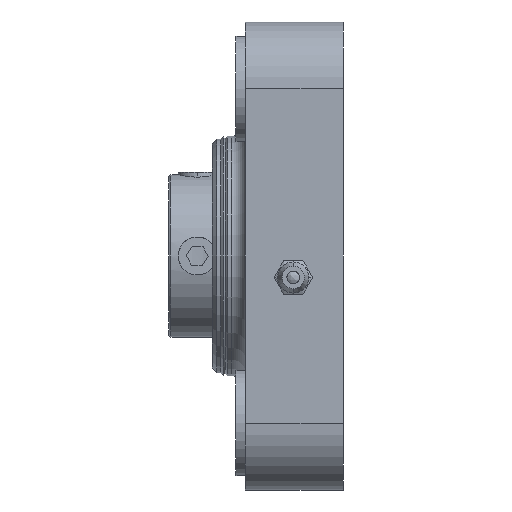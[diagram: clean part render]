
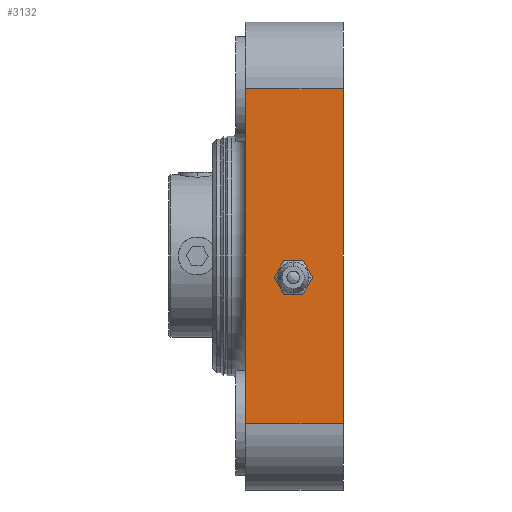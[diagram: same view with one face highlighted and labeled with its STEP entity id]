
A CAD part, left-side view. The second image highlights one B-rep face of the part: STEP entity #3132.
In plain terms, the highlighted planar face has unit normal (-1, 0, 0).
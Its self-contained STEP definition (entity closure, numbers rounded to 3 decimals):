
#42 = EDGE_CURVE ( 'NONE', #1603, #1324, #2516, .T. ) ;
#332 = EDGE_LOOP ( 'NONE', ( #3485, #977, #1717, #4244 ) ) ;
#534 = VECTOR ( 'NONE', #763, 1000. ) ;
#617 = AXIS2_PLACEMENT_3D ( 'NONE', #2332, #3078, #851 ) ;
#763 = DIRECTION ( 'NONE',  ( 0., 1., 0. ) ) ;
#851 = DIRECTION ( 'NONE',  ( 0., 0., 1. ) ) ;
#937 = LINE ( 'NONE', #4767, #3666 ) ;
#977 = ORIENTED_EDGE ( 'NONE', *, *, #1655, .F. ) ;
#1021 = CARTESIAN_POINT ( 'NONE',  ( -49., -20.5, -35. ) ) ;
#1067 = EDGE_CURVE ( 'NONE', #1425, #1603, #4742, .T. ) ;
#1324 = VERTEX_POINT ( 'NONE', #4559 ) ;
#1425 = VERTEX_POINT ( 'NONE', #3124 ) ;
#1603 = VERTEX_POINT ( 'NONE', #2507 ) ;
#1655 = EDGE_CURVE ( 'NONE', #1425, #4415, #2753, .T. ) ;
#1717 = ORIENTED_EDGE ( 'NONE', *, *, #1067, .T. ) ;
#1950 = PLANE ( 'NONE',  #617 ) ;
#1991 = DIRECTION ( 'NONE',  ( 0., 0., 1. ) ) ;
#2332 = CARTESIAN_POINT ( 'NONE',  ( -49., -20.5, -35. ) ) ;
#2505 = DIRECTION ( 'NONE',  ( 0., 1., 0. ) ) ;
#2507 = CARTESIAN_POINT ( 'NONE',  ( -49., -20.5, 35. ) ) ;
#2516 = LINE ( 'NONE', #3729, #534 ) ;
#2753 = LINE ( 'NONE', #1021, #4717 ) ;
#2948 = CARTESIAN_POINT ( 'NONE',  ( -49., 0., -35. ) ) ;
#3078 = DIRECTION ( 'NONE',  ( -1., 0., 0. ) ) ;
#3124 = CARTESIAN_POINT ( 'NONE',  ( -49., -20.5, -35. ) ) ;
#3132 = ADVANCED_FACE ( 'NONE', ( #4251 ), #1950, .T. ) ;
#3485 = ORIENTED_EDGE ( 'NONE', *, *, #4362, .F. ) ;
#3661 = VECTOR ( 'NONE', #1991, 1000. ) ;
#3666 = VECTOR ( 'NONE', #3673, 1000. ) ;
#3673 = DIRECTION ( 'NONE',  ( 0., 0., 1. ) ) ;
#3729 = CARTESIAN_POINT ( 'NONE',  ( -49., -20.5, 35. ) ) ;
#4197 = CARTESIAN_POINT ( 'NONE',  ( -49., -20.5, -35. ) ) ;
#4244 = ORIENTED_EDGE ( 'NONE', *, *, #42, .T. ) ;
#4251 = FACE_OUTER_BOUND ( 'NONE', #332, .T. ) ;
#4362 = EDGE_CURVE ( 'NONE', #4415, #1324, #937, .T. ) ;
#4415 = VERTEX_POINT ( 'NONE', #2948 ) ;
#4559 = CARTESIAN_POINT ( 'NONE',  ( -49., 0., 35. ) ) ;
#4717 = VECTOR ( 'NONE', #2505, 1000. ) ;
#4742 = LINE ( 'NONE', #4197, #3661 ) ;
#4767 = CARTESIAN_POINT ( 'NONE',  ( -49., 0., -35. ) ) ;
